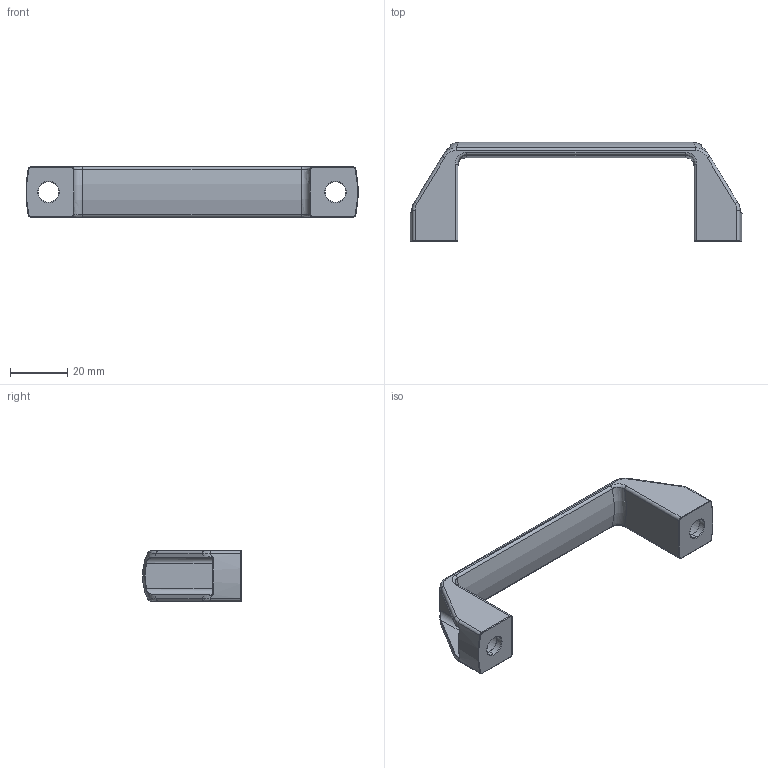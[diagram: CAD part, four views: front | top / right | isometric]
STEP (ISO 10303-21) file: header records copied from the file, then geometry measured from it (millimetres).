
FILE_DESCRIPTION (( 'STEP AP214' ), '1' );
FILE_NAME ('HDS-0058-100.STEP', '2019-05-24T07:17:42', ( '' ), ( '' ), 'SwSTEP 2.0', 'SolidWorks 2010', '' );
FILE_SCHEMA (( 'AUTOMOTIVE_DESIGN' ));
Length unit declared in the file: millimetre
Products named in the file (1): HDS-0058-100
Bounding box: 115.69 x 34.5 x 17.5 mm (x, y, z)
Volume: 14258.4 mm3; surface area: 8949 mm2
Topology: 1 solids, 1 shells, 143 faces, 325 edges, 186 vertices
Faces by surface type: cylinder 52, bspline 37, torus 34, plane 20
Entity records: 7668 total; most frequent: CARTESIAN_POINT 4595, ORIENTED_EDGE 650, DIRECTION 624, EDGE_CURVE 325, AXIS2_PLACEMENT_3D 268, VERTEX_POINT 186, CIRCLE 161, EDGE_LOOP 149
